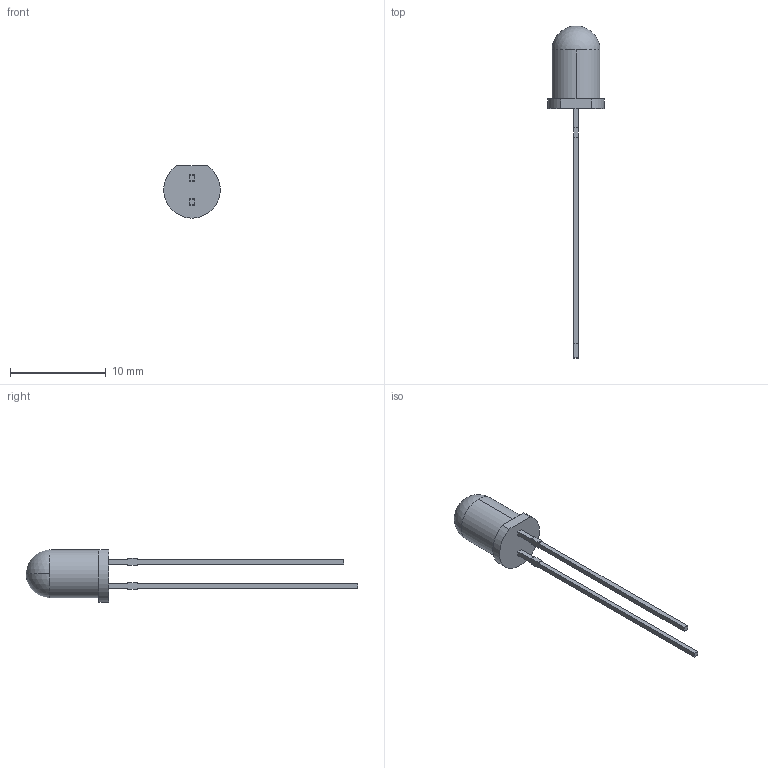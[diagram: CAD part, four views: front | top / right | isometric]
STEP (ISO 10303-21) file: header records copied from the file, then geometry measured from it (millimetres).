
FILE_DESCRIPTION (( 'STEP AP214' ), '1' );
FILE_NAME ('XLxx14W.STEP', '2015-09-11T17:30:20', ( '' ), ( '' ), 'SwSTEP 2.0', 'SolidWorks 2012', '' );
FILE_SCHEMA (( 'AUTOMOTIVE_DESIGN' ));
Length unit declared in the file: millimetre
Products named in the file (1): XLxx14W
Bounding box: 5.9 x 34.6 x 5.45 mm (x, y, z)
Volume: 172.1 mm3; surface area: 273.1 mm2
Topology: 1 solids, 1 shells, 259 faces, 706 edges, 469 vertices
Faces by surface type: plane 154, bspline 99, cylinder 4, sphere 2
Entity records: 12698 total; most frequent: CARTESIAN_POINT 6788, ORIENTED_EDGE 1408, DIRECTION 840, EDGE_CURVE 704, VECTOR 494, LINE 494, VERTEX_POINT 469, EDGE_LOOP 281
